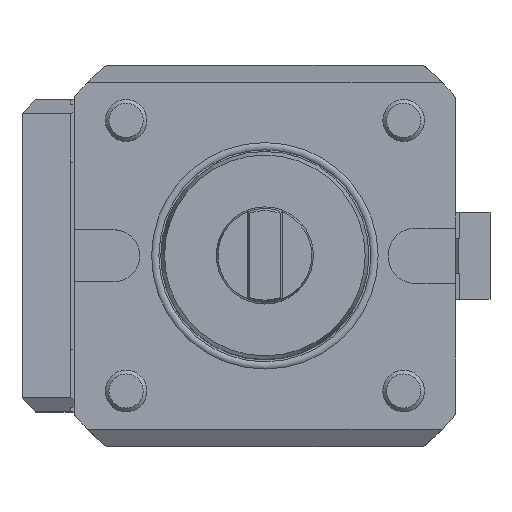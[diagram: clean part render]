
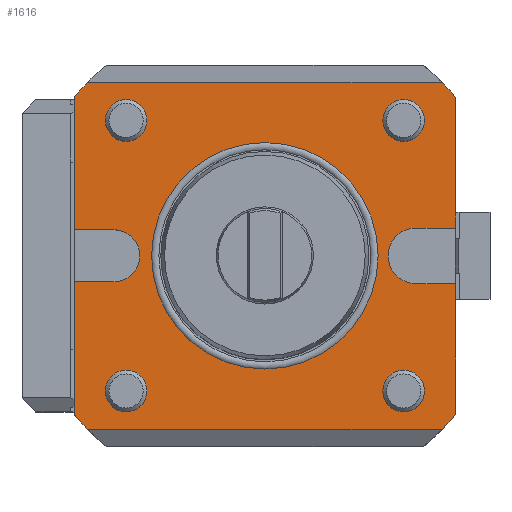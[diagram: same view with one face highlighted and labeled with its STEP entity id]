
A CAD part, top view. The second image highlights one B-rep face of the part: STEP entity #1616.
In plain terms, the highlighted planar face has unit normal (0, 0, 1).
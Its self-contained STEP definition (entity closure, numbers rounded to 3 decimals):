
#24=FACE_BOUND('',#270,.T.);
#25=FACE_BOUND('',#271,.T.);
#26=FACE_BOUND('',#272,.T.);
#27=FACE_BOUND('',#273,.T.);
#28=FACE_BOUND('',#274,.T.);
#44=CIRCLE('',#1705,71.5);
#46=CIRCLE('',#1709,71.5);
#75=CIRCLE('',#1765,8.);
#76=CIRCLE('',#1766,71.5);
#77=CIRCLE('',#1767,71.5);
#78=CIRCLE('',#1768,7.5);
#79=CIRCLE('',#1769,32.644);
#80=CIRCLE('',#1770,32.644);
#81=CIRCLE('',#1771,6.);
#82=CIRCLE('',#1772,6.);
#83=CIRCLE('',#1773,6.);
#84=CIRCLE('',#1774,6.);
#168=FACE_OUTER_BOUND('',#269,.T.);
#269=EDGE_LOOP('',(#1193,#1194,#1195,#1196,#1197,#1198,#1199,#1200,#1201,
#1202,#1203,#1204,#1205,#1206,#1207,#1208));
#270=EDGE_LOOP('',(#1209,#1210));
#271=EDGE_LOOP('',(#1211));
#272=EDGE_LOOP('',(#1212));
#273=EDGE_LOOP('',(#1213));
#274=EDGE_LOOP('',(#1214));
#367=LINE('',#2441,#525);
#375=LINE('',#2456,#533);
#394=LINE('',#2570,#552);
#395=LINE('',#2574,#553);
#396=LINE('',#2575,#554);
#397=LINE('',#2577,#555);
#398=LINE('',#2580,#556);
#399=LINE('',#2584,#557);
#400=LINE('',#2588,#558);
#401=LINE('',#2590,#559);
#525=VECTOR('',#1926,10.);
#533=VECTOR('',#1934,10.);
#552=VECTOR('',#2055,10.);
#553=VECTOR('',#2058,10.);
#554=VECTOR('',#2059,10.);
#555=VECTOR('',#2060,10.);
#556=VECTOR('',#2063,10.);
#557=VECTOR('',#2066,10.);
#558=VECTOR('',#2069,10.);
#559=VECTOR('',#2070,10.);
#676=VERTEX_POINT('',#2415);
#677=VERTEX_POINT('',#2417);
#681=VERTEX_POINT('',#2429);
#683=VERTEX_POINT('',#2432);
#685=VERTEX_POINT('',#2438);
#686=VERTEX_POINT('',#2440);
#693=VERTEX_POINT('',#2454);
#726=VERTEX_POINT('',#2572);
#727=VERTEX_POINT('',#2573);
#728=VERTEX_POINT('',#2576);
#729=VERTEX_POINT('',#2578);
#730=VERTEX_POINT('',#2581);
#731=VERTEX_POINT('',#2583);
#732=VERTEX_POINT('',#2585);
#733=VERTEX_POINT('',#2587);
#734=VERTEX_POINT('',#2589);
#735=VERTEX_POINT('',#2592);
#736=VERTEX_POINT('',#2593);
#737=VERTEX_POINT('',#2596);
#738=VERTEX_POINT('',#2598);
#739=VERTEX_POINT('',#2600);
#740=VERTEX_POINT('',#2602);
#834=EDGE_CURVE('',#677,#676,#44,.T.);
#841=EDGE_CURVE('',#683,#681,#46,.T.);
#845=EDGE_CURVE('',#685,#686,#367,.T.);
#853=EDGE_CURVE('',#693,#681,#375,.T.);
#903=EDGE_CURVE('',#683,#676,#394,.T.);
#904=EDGE_CURVE('',#726,#727,#395,.T.);
#905=EDGE_CURVE('',#677,#727,#396,.T.);
#906=EDGE_CURVE('',#693,#728,#397,.T.);
#907=EDGE_CURVE('',#728,#729,#75,.T.);
#908=EDGE_CURVE('',#729,#686,#398,.T.);
#909=EDGE_CURVE('',#685,#730,#76,.T.);
#910=EDGE_CURVE('',#731,#730,#399,.T.);
#911=EDGE_CURVE('',#731,#732,#77,.T.);
#912=EDGE_CURVE('',#733,#732,#400,.T.);
#913=EDGE_CURVE('',#733,#734,#401,.T.);
#914=EDGE_CURVE('',#734,#726,#78,.T.);
#915=EDGE_CURVE('',#735,#736,#79,.T.);
#916=EDGE_CURVE('',#736,#735,#80,.T.);
#917=EDGE_CURVE('',#737,#737,#81,.T.);
#918=EDGE_CURVE('',#738,#738,#82,.T.);
#919=EDGE_CURVE('',#739,#739,#83,.T.);
#920=EDGE_CURVE('',#740,#740,#84,.T.);
#1193=ORIENTED_EDGE('',*,*,#904,.T.);
#1194=ORIENTED_EDGE('',*,*,#905,.F.);
#1195=ORIENTED_EDGE('',*,*,#834,.T.);
#1196=ORIENTED_EDGE('',*,*,#903,.F.);
#1197=ORIENTED_EDGE('',*,*,#841,.T.);
#1198=ORIENTED_EDGE('',*,*,#853,.F.);
#1199=ORIENTED_EDGE('',*,*,#906,.T.);
#1200=ORIENTED_EDGE('',*,*,#907,.T.);
#1201=ORIENTED_EDGE('',*,*,#908,.T.);
#1202=ORIENTED_EDGE('',*,*,#845,.F.);
#1203=ORIENTED_EDGE('',*,*,#909,.T.);
#1204=ORIENTED_EDGE('',*,*,#910,.F.);
#1205=ORIENTED_EDGE('',*,*,#911,.T.);
#1206=ORIENTED_EDGE('',*,*,#912,.F.);
#1207=ORIENTED_EDGE('',*,*,#913,.T.);
#1208=ORIENTED_EDGE('',*,*,#914,.T.);
#1209=ORIENTED_EDGE('',*,*,#915,.F.);
#1210=ORIENTED_EDGE('',*,*,#916,.F.);
#1211=ORIENTED_EDGE('',*,*,#917,.T.);
#1212=ORIENTED_EDGE('',*,*,#918,.T.);
#1213=ORIENTED_EDGE('',*,*,#919,.T.);
#1214=ORIENTED_EDGE('',*,*,#920,.T.);
#1539=PLANE('',#1764);
#1616=ADVANCED_FACE('',(#168,#24,#25,#26,#27,#28),#1539,.T.);
#1705=AXIS2_PLACEMENT_3D('',#2418,#1904,#1905);
#1709=AXIS2_PLACEMENT_3D('',#2433,#1917,#1918);
#1764=AXIS2_PLACEMENT_3D('',#2571,#2056,#2057);
#1765=AXIS2_PLACEMENT_3D('',#2579,#2061,#2062);
#1766=AXIS2_PLACEMENT_3D('',#2582,#2064,#2065);
#1767=AXIS2_PLACEMENT_3D('',#2586,#2067,#2068);
#1768=AXIS2_PLACEMENT_3D('',#2591,#2071,#2072);
#1769=AXIS2_PLACEMENT_3D('',#2594,#2073,#2074);
#1770=AXIS2_PLACEMENT_3D('',#2595,#2075,#2076);
#1771=AXIS2_PLACEMENT_3D('',#2597,#2077,#2078);
#1772=AXIS2_PLACEMENT_3D('',#2599,#2079,#2080);
#1773=AXIS2_PLACEMENT_3D('',#2601,#2081,#2082);
#1774=AXIS2_PLACEMENT_3D('',#2603,#2083,#2084);
#1904=DIRECTION('center_axis',(0.,0.,
1.));
#1905=DIRECTION('ref_axis',(0.,1.,0.));
#1917=DIRECTION('center_axis',(0.,0.,
1.));
#1918=DIRECTION('ref_axis',(0.,1.,0.));
#1926=DIRECTION('',(0.,-1.,0.));
#1934=DIRECTION('',(0.,-1.,0.));
#2055=DIRECTION('',(-1.,0.,0.));
#2056=DIRECTION('center_axis',(0.,0.,
1.));
#2057=DIRECTION('ref_axis',(0.,-1.,0.));
#2058=DIRECTION('',(-1.,0.,0.));
#2059=DIRECTION('',(0.,1.,0.));
#2060=DIRECTION('',(-1.,0.,0.));
#2061=DIRECTION('center_axis',(0.,0.,
-1.));
#2062=DIRECTION('ref_axis',(1.,0.,0.));
#2063=DIRECTION('',(1.,0.,0.));
#2064=DIRECTION('center_axis',(0.,0.,
1.));
#2065=DIRECTION('ref_axis',(0.,1.,0.));
#2066=DIRECTION('',(1.,0.,0.));
#2067=DIRECTION('center_axis',(0.,0.,
1.));
#2068=DIRECTION('ref_axis',(0.,1.,0.));
#2069=DIRECTION('',(0.,1.,0.));
#2070=DIRECTION('',(1.,0.,0.));
#2071=DIRECTION('center_axis',(0.,0.,
-1.));
#2072=DIRECTION('ref_axis',(0.,1.,0.));
#2073=DIRECTION('center_axis',(0.,0.,
1.));
#2074=DIRECTION('ref_axis',(-1.,0.,0.));
#2075=DIRECTION('center_axis',(0.,0.,
1.));
#2076=DIRECTION('ref_axis',(-1.,0.,0.));
#2077=DIRECTION('center_axis',(0.,0.,
-1.));
#2078=DIRECTION('ref_axis',(0.866,-0.5,0.));
#2079=DIRECTION('center_axis',(0.,0.,
-1.));
#2080=DIRECTION('ref_axis',(0.,-1.,0.));
#2081=DIRECTION('center_axis',(0.,0.,
-1.));
#2082=DIRECTION('ref_axis',(0.866,-0.5,0.));
#2083=DIRECTION('center_axis',(0.,0.,
-1.));
#2084=DIRECTION('ref_axis',(-0.866,-0.5,0.));
#2415=CARTESIAN_POINT('',(-51.11,-50.,0.));
#2417=CARTESIAN_POINT('',(-55.,-45.686,0.));
#2418=CARTESIAN_POINT('Origin',(0.,0.,
0.));
#2429=CARTESIAN_POINT('',(55.,-45.686,0.));
#2432=CARTESIAN_POINT('',(51.11,-50.,0.));
#2433=CARTESIAN_POINT('Origin',(0.,0.,
0.));
#2438=CARTESIAN_POINT('',(55.,45.686,0.));
#2440=CARTESIAN_POINT('',(55.,8.,0.));
#2441=CARTESIAN_POINT('',(55.,55.,0.));
#2454=CARTESIAN_POINT('',(55.,-8.,0.));
#2456=CARTESIAN_POINT('',(55.,55.,0.));
#2570=CARTESIAN_POINT('',(27.5,-50.,0.));
#2571=CARTESIAN_POINT('Origin',(0.,0.,
0.));
#2572=CARTESIAN_POINT('',(-43.5,-7.5,0.));
#2573=CARTESIAN_POINT('',(-55.,-7.5,0.));
#2574=CARTESIAN_POINT('',(-36.732,-7.5,0.));
#2575=CARTESIAN_POINT('',(-55.,-55.,0.));
#2576=CARTESIAN_POINT('',(43.5,-8.,0.));
#2577=CARTESIAN_POINT('',(21.75,-8.,0.));
#2578=CARTESIAN_POINT('',(43.5,8.,0.));
#2579=CARTESIAN_POINT('Origin',(43.5,0.,0.));
#2580=CARTESIAN_POINT('',(40.687,8.,0.));
#2581=CARTESIAN_POINT('',(51.11,50.,0.));
#2582=CARTESIAN_POINT('Origin',(0.,0.,
0.));
#2583=CARTESIAN_POINT('',(-51.11,50.,0.));
#2584=CARTESIAN_POINT('',(-27.5,50.,0.));
#2585=CARTESIAN_POINT('',(-55.,45.686,0.));
#2586=CARTESIAN_POINT('Origin',(0.,0.,
0.));
#2587=CARTESIAN_POINT('',(-55.,7.5,0.));
#2588=CARTESIAN_POINT('',(-55.,-55.,0.));
#2589=CARTESIAN_POINT('',(-43.5,7.5,0.));
#2590=CARTESIAN_POINT('',(-21.75,7.5,0.));
#2591=CARTESIAN_POINT('Origin',(-43.5,0.,0.));
#2592=CARTESIAN_POINT('',(32.644,0.,0.));
#2593=CARTESIAN_POINT('',(0.,32.644,0.));
#2594=CARTESIAN_POINT('Origin',(0.,0.,
0.));
#2595=CARTESIAN_POINT('Origin',(0.,0.,
0.));
#2596=CARTESIAN_POINT('',(-45.196,-36.,0.));
#2597=CARTESIAN_POINT('Origin',(-40.,-39.,0.));
#2598=CARTESIAN_POINT('',(-40.,45.,0.));
#2599=CARTESIAN_POINT('Origin',(-40.,39.,0.));
#2600=CARTESIAN_POINT('',(34.804,42.,0.));
#2601=CARTESIAN_POINT('Origin',(40.,39.,0.));
#2602=CARTESIAN_POINT('',(45.196,-36.,0.));
#2603=CARTESIAN_POINT('Origin',(40.,-39.,0.));
